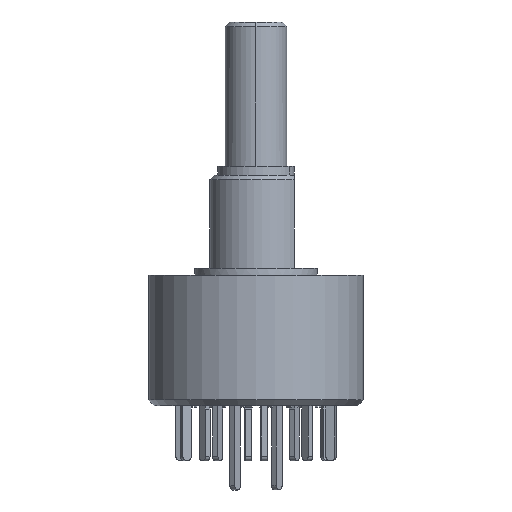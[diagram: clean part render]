
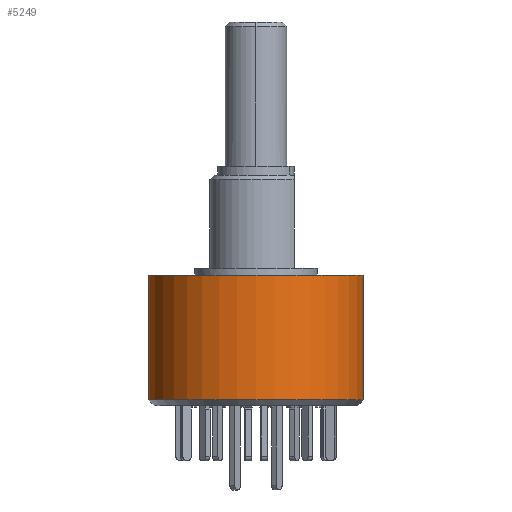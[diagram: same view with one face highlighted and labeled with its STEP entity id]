
A CAD part, left-side view. The second image highlights one B-rep face of the part: STEP entity #5249.
In plain terms, the highlighted cylindrical face has radius 7 mm (diameter 14 mm), a partial arc.
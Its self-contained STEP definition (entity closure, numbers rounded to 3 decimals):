
#301 = ORIENTED_EDGE ( 'NONE', *, *, #3892, .F. ) ;
#589 = DIRECTION ( 'NONE',  ( 0., 0., -1. ) ) ;
#846 = VERTEX_POINT ( 'NONE', #15514 ) ;
#859 = CARTESIAN_POINT ( 'NONE',  ( 0., -7., -8.574 ) ) ;
#1446 = DIRECTION ( 'NONE',  ( 0., 0., 1. ) ) ;
#2614 = CARTESIAN_POINT ( 'NONE',  ( 0., 7., -8.574 ) ) ;
#3892 = EDGE_CURVE ( 'NONE', #846, #5953, #5287, .T. ) ;
#3959 = DIRECTION ( 'NONE',  ( 0., 0., -1. ) ) ;
#4500 = VERTEX_POINT ( 'NONE', #859 ) ;
#5249 = ADVANCED_FACE ( 'NONE', ( #14443 ), #12470, .T. ) ;
#5287 = CIRCLE ( 'NONE', #7775, 7. ) ;
#5322 = CIRCLE ( 'NONE', #15117, 7. ) ;
#5352 = EDGE_CURVE ( 'NONE', #5953, #4500, #11047, .T. ) ;
#5547 = LINE ( 'NONE', #9477, #15329 ) ;
#5953 = VERTEX_POINT ( 'NONE', #16271 ) ;
#6869 = ORIENTED_EDGE ( 'NONE', *, *, #5352, .F. ) ;
#6890 = EDGE_CURVE ( 'NONE', #846, #16210, #5547, .T. ) ;
#7616 = CARTESIAN_POINT ( 'NONE',  ( 0., 0., -8.574 ) ) ;
#7775 = AXIS2_PLACEMENT_3D ( 'NONE', #12886, #1446, #10245 ) ;
#8058 = AXIS2_PLACEMENT_3D ( 'NONE', #13978, #10174, #11477 ) ;
#8786 = ORIENTED_EDGE ( 'NONE', *, *, #6890, .T. ) ;
#9053 = VECTOR ( 'NONE', #3959, 1000. ) ;
#9477 = CARTESIAN_POINT ( 'NONE',  ( 0., 7., -0.45 ) ) ;
#10174 = DIRECTION ( 'NONE',  ( 0., 0., -1. ) ) ;
#10245 = DIRECTION ( 'NONE',  ( 0., -1., 0. ) ) ;
#10261 = DIRECTION ( 'NONE',  ( 0., -1., 0. ) ) ;
#11047 = LINE ( 'NONE', #11576, #9053 ) ;
#11352 = EDGE_CURVE ( 'NONE', #16210, #4500, #5322, .T. ) ;
#11477 = DIRECTION ( 'NONE',  ( 0., 1., 0. ) ) ;
#11576 = CARTESIAN_POINT ( 'NONE',  ( 0., -7., -0.45 ) ) ;
#12470 = CYLINDRICAL_SURFACE ( 'NONE', #8058, 7. ) ;
#12886 = CARTESIAN_POINT ( 'NONE',  ( 0., 0., -0.45 ) ) ;
#13630 = EDGE_LOOP ( 'NONE', ( #6869, #301, #8786, #14942 ) ) ;
#13978 = CARTESIAN_POINT ( 'NONE',  ( 0., 0., -0.45 ) ) ;
#14067 = DIRECTION ( 'NONE',  ( 0., 0., 1. ) ) ;
#14443 = FACE_OUTER_BOUND ( 'NONE', #13630, .T. ) ;
#14942 = ORIENTED_EDGE ( 'NONE', *, *, #11352, .T. ) ;
#15117 = AXIS2_PLACEMENT_3D ( 'NONE', #7616, #14067, #10261 ) ;
#15329 = VECTOR ( 'NONE', #589, 1000. ) ;
#15514 = CARTESIAN_POINT ( 'NONE',  ( 0., 7., -0.45 ) ) ;
#16210 = VERTEX_POINT ( 'NONE', #2614 ) ;
#16271 = CARTESIAN_POINT ( 'NONE',  ( 0., -7., -0.45 ) ) ;
